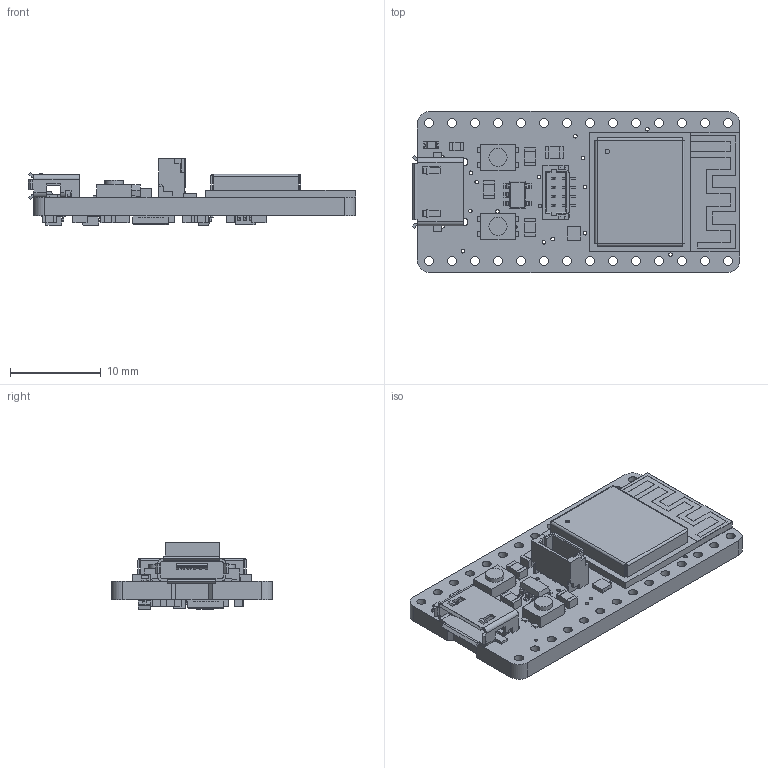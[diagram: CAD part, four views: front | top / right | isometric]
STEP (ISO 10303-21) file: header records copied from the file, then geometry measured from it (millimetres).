
FILE_DESCRIPTION(/* description */ (''),/* implementation_level */ '2;1');
FILE_NAME(/* name */ 'PCB Component.step',/* time_stamp */ '2024-02-21T15:14:32-05:00',/* author */ (''),/* organization */ (''),/* preprocessor_version */ 'ST-DEVELOPER v20',/* originating_system */ 'Autodesk Translation Framework v12.20.1.177',/* authorisation */ '');
FILE_SCHEMA (('AUTOMOTIVE_DESIGN { 1 0 10303 214 3 1 1 }'));
Products named in the file (15): PCB Component; Board; KMR2; RT9080-3.3; BAT20J; RED; 47K; 10uF; 74AHCT1G125DCKR; 20329; ESP32-PICO-MINI-02MINI; WS2812B_SK6805_1515; DUAL NPN; CH9102F; STEMMA_I2C_QTRA
Assembly tree (33 placements, depth 2):
  PCB Component
    Board
    KMR2  x2
    RT9080-3.3
    BAT20J  x2
    RED
    47K  x15
    10uF  x4
    74AHCT1G125DCKR
    20329
    ESP32-PICO-MINI-02MINI
    WS2812B_SK6805_1515
    DUAL NPN
    CH9102F
    STEMMA_I2C_QTRA
Bounding box: 36.11 x 17.78 x 7.39 mm (x, y, z)
Volume: 1569.5 mm3; surface area: 3887.4 mm2
Topology: 136 solids, 136 shells, 2472 faces, 6335 edges, 4172 vertices
Faces by surface type: plane 2171, cylinder 297, bspline 4
Full cylindrical faces by diameter (mm): 0.3 x1, 0.394 x36, 0.4 x13, 0.5 x1, 0.7 x2, 0.8 x2, 1 x28, 2 x2
Entity records: 66617 total; most frequent: CARTESIAN_POINT 11497, ORIENTED_EDGE 11120, DIRECTION 10558, EDGE_CURVE 5560, LINE 4976, VECTOR 4976, VERTEX_POINT 3658, AXIS2_PLACEMENT_3D 2791
